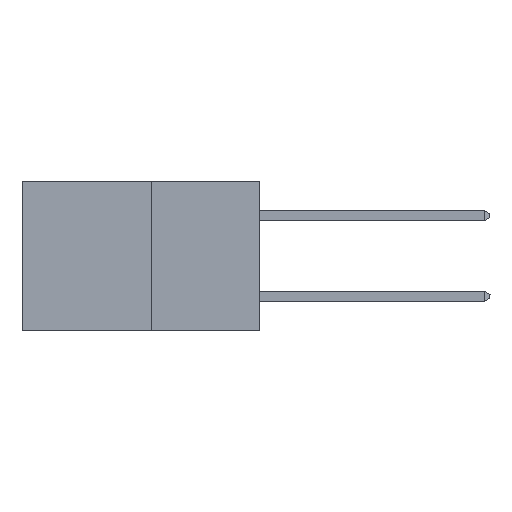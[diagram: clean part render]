
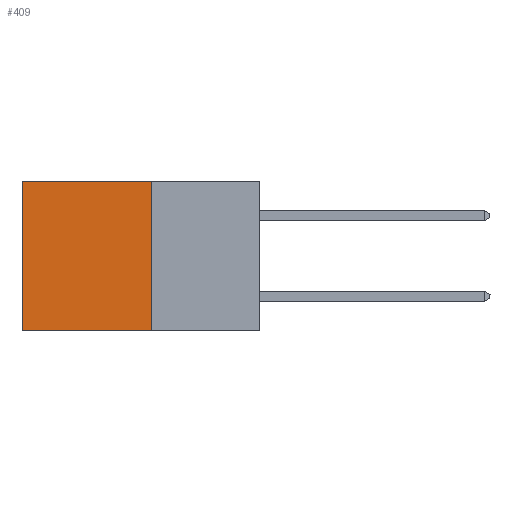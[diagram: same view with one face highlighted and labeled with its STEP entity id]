
A CAD part, left-side view. The second image highlights one B-rep face of the part: STEP entity #409.
In plain terms, the highlighted planar face has unit normal (-1, 0, 0).
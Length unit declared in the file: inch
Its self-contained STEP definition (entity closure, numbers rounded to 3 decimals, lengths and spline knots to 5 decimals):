
#409 = ADVANCED_FACE ( 'NONE', ( #8086 ), #10259, .F. ) ;
#412 = ORIENTED_EDGE ( 'NONE', *, *, #9268, .F. ) ;
#506 = CARTESIAN_POINT ( 'NONE',  ( 0.277, 0.27, -0.37 ) ) ;
#540 = LINE ( 'NONE', #12507, #2525 ) ;
#684 = VERTEX_POINT ( 'NONE', #12231 ) ;
#1131 = DIRECTION ( 'NONE',  ( 0., 0., -1. ) ) ;
#1369 = VECTOR ( 'NONE', #1131, 39.37008 ) ;
#1716 = ORIENTED_EDGE ( 'NONE', *, *, #1788, .T. ) ;
#1788 = EDGE_CURVE ( 'NONE', #11243, #684, #6168, .T. ) ;
#2011 = CARTESIAN_POINT ( 'NONE',  ( 0.277, 0.27, -0.37 ) ) ;
#2494 = VERTEX_POINT ( 'NONE', #9277 ) ;
#2525 = VECTOR ( 'NONE', #4790, 39.37008 ) ;
#2653 = VERTEX_POINT ( 'NONE', #12107 ) ;
#3064 = AXIS2_PLACEMENT_3D ( 'NONE', #506, #4370, #9060 ) ;
#3141 = CARTESIAN_POINT ( 'NONE',  ( 0.277, 0.27, 0. ) ) ;
#3607 = VECTOR ( 'NONE', #8263, 39.37008 ) ;
#4259 = LINE ( 'NONE', #7359, #1369 ) ;
#4370 = DIRECTION ( 'NONE',  ( 1., 0., 0. ) ) ;
#4790 = DIRECTION ( 'NONE',  ( 0., 0., -1. ) ) ;
#4856 = ORIENTED_EDGE ( 'NONE', *, *, #5611, .F. ) ;
#4916 = LINE ( 'NONE', #2011, #12330 ) ;
#5611 = EDGE_CURVE ( 'NONE', #11243, #2494, #4259, .T. ) ;
#6168 = LINE ( 'NONE', #6748, #3607 ) ;
#6748 = CARTESIAN_POINT ( 'NONE',  ( 0.277, 0.27, 0. ) ) ;
#7048 = ORIENTED_EDGE ( 'NONE', *, *, #7530, .T. ) ;
#7359 = CARTESIAN_POINT ( 'NONE',  ( 0.277, 0.27, -0.37 ) ) ;
#7530 = EDGE_CURVE ( 'NONE', #684, #2653, #540, .T. ) ;
#8086 = FACE_OUTER_BOUND ( 'NONE', #9919, .T. ) ;
#8263 = DIRECTION ( 'NONE',  ( 0., 1., 0. ) ) ;
#8860 = DIRECTION ( 'NONE',  ( 0., 1., 0. ) ) ;
#9060 = DIRECTION ( 'NONE',  ( 0., 0., -1. ) ) ;
#9268 = EDGE_CURVE ( 'NONE', #2494, #2653, #4916, .T. ) ;
#9277 = CARTESIAN_POINT ( 'NONE',  ( 0.277, 0.27, -0.37 ) ) ;
#9919 = EDGE_LOOP ( 'NONE', ( #7048, #412, #4856, #1716 ) ) ;
#10259 = PLANE ( 'NONE',  #3064 ) ;
#11243 = VERTEX_POINT ( 'NONE', #3141 ) ;
#12107 = CARTESIAN_POINT ( 'NONE',  ( 0.277, 0.59, -0.37 ) ) ;
#12231 = CARTESIAN_POINT ( 'NONE',  ( 0.277, 0.59, 0. ) ) ;
#12330 = VECTOR ( 'NONE', #8860, 39.37008 ) ;
#12507 = CARTESIAN_POINT ( 'NONE',  ( 0.277, 0.59, -0.37 ) ) ;
